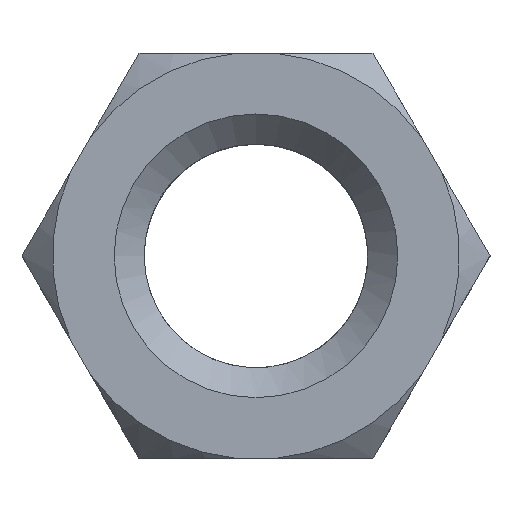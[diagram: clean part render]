
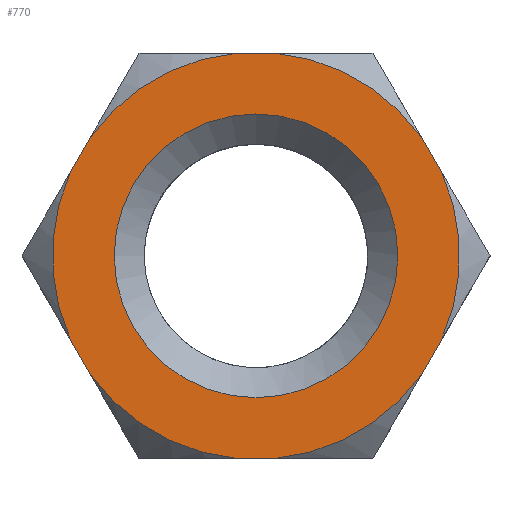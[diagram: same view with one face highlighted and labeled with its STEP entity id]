
A CAD part, top view. The second image highlights one B-rep face of the part: STEP entity #770.
In plain terms, the highlighted planar face has unit normal (0, 0, 1).
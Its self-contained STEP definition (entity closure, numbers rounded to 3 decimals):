
#46=FACE_BOUND('',#156,.T.);
#56=PLANE('',#847);
#112=FACE_OUTER_BOUND('',#155,.T.);
#155=EDGE_LOOP('',(#700,#701,#702,#703,#704,#705,#706,#707,#708,#709,#710,
#711));
#156=EDGE_LOOP('',(#712));
#172=CIRCLE('',#834,7.);
#173=CIRCLE('',#836,10.047);
#174=CIRCLE('',#838,10.047);
#175=CIRCLE('',#840,10.047);
#176=CIRCLE('',#842,10.047);
#177=CIRCLE('',#844,10.047);
#178=CIRCLE('',#846,10.047);
#238=LINE('',#1941,#273);
#241=LINE('',#1967,#276);
#244=LINE('',#1989,#279);
#245=LINE('',#2002,#280);
#247=LINE('',#2023,#282);
#248=LINE('',#2039,#283);
#273=VECTOR('',#940,10.);
#276=VECTOR('',#947,10.);
#279=VECTOR('',#952,10.);
#280=VECTOR('',#955,10.);
#282=VECTOR('',#963,10.);
#283=VECTOR('',#966,10.);
#338=VERTEX_POINT('',#1936);
#339=VERTEX_POINT('',#1940);
#344=VERTEX_POINT('',#1962);
#345=VERTEX_POINT('',#1966);
#350=VERTEX_POINT('',#1984);
#351=VERTEX_POINT('',#1988);
#352=VERTEX_POINT('',#1997);
#353=VERTEX_POINT('',#2001);
#356=VERTEX_POINT('',#2018);
#357=VERTEX_POINT('',#2022);
#358=VERTEX_POINT('',#2034);
#359=VERTEX_POINT('',#2038);
#361=VERTEX_POINT('',#3310);
#431=EDGE_CURVE('',#339,#338,#238,.T.);
#439=EDGE_CURVE('',#345,#344,#241,.T.);
#446=EDGE_CURVE('',#351,#350,#244,.T.);
#450=EDGE_CURVE('',#353,#352,#245,.T.);
#456=EDGE_CURVE('',#357,#356,#247,.T.);
#461=EDGE_CURVE('',#359,#358,#248,.T.);
#471=EDGE_CURVE('',#361,#361,#172,.T.);
#473=EDGE_CURVE('',#356,#359,#173,.T.);
#474=EDGE_CURVE('',#358,#339,#174,.T.);
#475=EDGE_CURVE('',#338,#353,#175,.T.);
#476=EDGE_CURVE('',#352,#345,#176,.T.);
#477=EDGE_CURVE('',#350,#357,#177,.T.);
#478=EDGE_CURVE('',#344,#351,#178,.T.);
#700=ORIENTED_EDGE('',*,*,#478,.T.);
#701=ORIENTED_EDGE('',*,*,#446,.T.);
#702=ORIENTED_EDGE('',*,*,#477,.T.);
#703=ORIENTED_EDGE('',*,*,#456,.T.);
#704=ORIENTED_EDGE('',*,*,#473,.T.);
#705=ORIENTED_EDGE('',*,*,#461,.T.);
#706=ORIENTED_EDGE('',*,*,#474,.T.);
#707=ORIENTED_EDGE('',*,*,#431,.T.);
#708=ORIENTED_EDGE('',*,*,#475,.T.);
#709=ORIENTED_EDGE('',*,*,#450,.T.);
#710=ORIENTED_EDGE('',*,*,#476,.T.);
#711=ORIENTED_EDGE('',*,*,#439,.T.);
#712=ORIENTED_EDGE('',*,*,#471,.T.);
#770=ADVANCED_FACE('',(#112,#46),#56,.T.);
#834=AXIS2_PLACEMENT_3D('',#3311,#983,#984);
#836=AXIS2_PLACEMENT_3D('',#3314,#988,#989);
#838=AXIS2_PLACEMENT_3D('',#3316,#992,#993);
#840=AXIS2_PLACEMENT_3D('',#3318,#996,#997);
#842=AXIS2_PLACEMENT_3D('',#3320,#1000,#1001);
#844=AXIS2_PLACEMENT_3D('',#3322,#1004,#1005);
#846=AXIS2_PLACEMENT_3D('',#3324,#1008,#1009);
#847=AXIS2_PLACEMENT_3D('',#3325,#1010,#1011);
#940=DIRECTION('',(1.,0.,0.));
#947=DIRECTION('',(-0.5,0.866,0.));
#952=DIRECTION('',(-1.,0.,0.));
#955=DIRECTION('',(0.5,0.866,0.));
#963=DIRECTION('',(-0.5,-0.866,0.));
#966=DIRECTION('',(0.5,-0.866,0.));
#983=DIRECTION('center_axis',(0.,0.,-1.));
#984=DIRECTION('ref_axis',(1.,0.,0.));
#988=DIRECTION('center_axis',(0.,0.,1.));
#989=DIRECTION('ref_axis',(1.,0.,0.));
#992=DIRECTION('center_axis',(0.,0.,1.));
#993=DIRECTION('ref_axis',(1.,0.,0.));
#996=DIRECTION('center_axis',(0.,0.,1.));
#997=DIRECTION('ref_axis',(1.,0.,0.));
#1000=DIRECTION('center_axis',(0.,0.,1.));
#1001=DIRECTION('ref_axis',(1.,0.,0.));
#1004=DIRECTION('center_axis',(0.,0.,1.));
#1005=DIRECTION('ref_axis',(1.,0.,0.));
#1008=DIRECTION('center_axis',(0.,0.,1.));
#1009=DIRECTION('ref_axis',(1.,0.,0.));
#1010=DIRECTION('center_axis',(0.,0.,1.));
#1011=DIRECTION('ref_axis',(1.,0.,0.));
#1936=CARTESIAN_POINT('',(0.971,-10.,10.));
#1940=CARTESIAN_POINT('',(-0.971,-10.,10.));
#1941=CARTESIAN_POINT('',(-5.774,-10.,10.));
#1962=CARTESIAN_POINT('',(8.175,5.841,10.));
#1966=CARTESIAN_POINT('',(9.146,4.159,10.));
#1967=CARTESIAN_POINT('',(11.547,0.,10.));
#1984=CARTESIAN_POINT('',(-0.971,10.,10.));
#1988=CARTESIAN_POINT('',(0.971,10.,10.));
#1989=CARTESIAN_POINT('',(5.774,10.,10.));
#1997=CARTESIAN_POINT('',(9.146,-4.159,10.));
#2001=CARTESIAN_POINT('',(8.175,-5.841,10.));
#2002=CARTESIAN_POINT('',(5.774,-10.,10.));
#2018=CARTESIAN_POINT('',(-9.146,4.159,10.));
#2022=CARTESIAN_POINT('',(-8.175,5.841,10.));
#2023=CARTESIAN_POINT('',(-5.774,10.,10.));
#2034=CARTESIAN_POINT('',(-8.175,-5.841,10.));
#2038=CARTESIAN_POINT('',(-9.146,-4.159,10.));
#2039=CARTESIAN_POINT('',(-11.547,0.,10.));
#3310=CARTESIAN_POINT('',(-7.,0.,10.));
#3311=CARTESIAN_POINT('Origin',(0.,0.,
10.));
#3314=CARTESIAN_POINT('Origin',(0.,0.,10.));
#3316=CARTESIAN_POINT('Origin',(0.,0.,10.));
#3318=CARTESIAN_POINT('Origin',(0.,0.,10.));
#3320=CARTESIAN_POINT('Origin',(0.,0.,10.));
#3322=CARTESIAN_POINT('Origin',(0.,0.,10.));
#3324=CARTESIAN_POINT('Origin',(0.,0.,10.));
#3325=CARTESIAN_POINT('Origin',(0.,0.,
10.));
